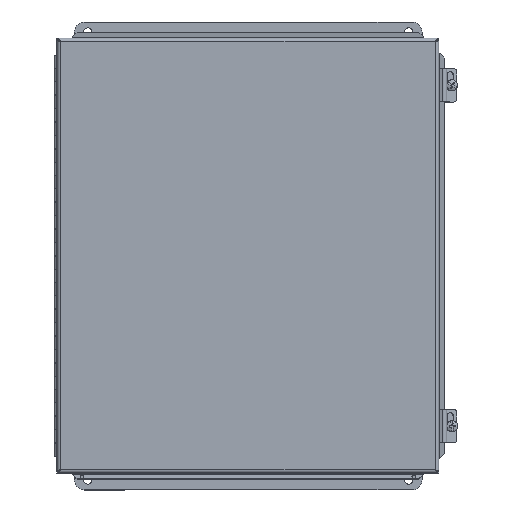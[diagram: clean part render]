
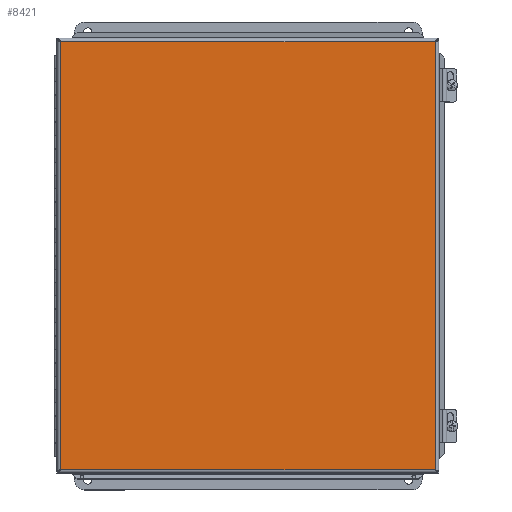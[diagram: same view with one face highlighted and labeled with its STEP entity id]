
A CAD part, top view. The second image highlights one B-rep face of the part: STEP entity #8421.
In plain terms, the highlighted planar face has unit normal (0, 0, 1).
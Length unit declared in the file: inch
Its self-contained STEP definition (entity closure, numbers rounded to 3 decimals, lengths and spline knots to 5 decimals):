
#913=PLANE('',#9302);
#1596=LINE('',#14184,#2422);
#1636=LINE('',#14452,#2462);
#1739=LINE('',#14852,#2565);
#1740=LINE('',#14854,#2566);
#2422=VECTOR('',#11110,0.3937);
#2462=VECTOR('',#11174,0.3937);
#2565=VECTOR('',#11445,0.3937);
#2566=VECTOR('',#11448,0.3937);
#3126=FACE_OUTER_BOUND('',#3650,.T.);
#3650=EDGE_LOOP('',(#7969,#7970,#7971,#7972));
#4446=VERTEX_POINT('',#13905);
#4477=VERTEX_POINT('',#14053);
#4505=VERTEX_POINT('',#14183);
#4525=VERTEX_POINT('',#14365);
#5537=EDGE_CURVE('',#4505,#4477,#1596,.T.);
#5588=EDGE_CURVE('',#4446,#4525,#1636,.T.);
#5721=EDGE_CURVE('',#4477,#4446,#1739,.T.);
#5722=EDGE_CURVE('',#4525,#4505,#1740,.T.);
#7969=ORIENTED_EDGE('',*,*,#5721,.T.);
#7970=ORIENTED_EDGE('',*,*,#5588,.T.);
#7971=ORIENTED_EDGE('',*,*,#5722,.T.);
#7972=ORIENTED_EDGE('',*,*,#5537,.T.);
#8421=ADVANCED_FACE('',(#3126),#913,.T.);
#9302=AXIS2_PLACEMENT_3D('',#14855,#11449,#11450);
#11110=DIRECTION('',(0.,-1.,0.));
#11174=DIRECTION('',(0.,1.,0.));
#11445=DIRECTION('',(1.,0.,0.));
#11448=DIRECTION('',(-1.,0.,0.));
#11449=DIRECTION('center_axis',(0.,0.,1.));
#11450=DIRECTION('ref_axis',(1.,0.,0.));
#13905=CARTESIAN_POINT('',(7.0035,-8.0035,0.059));
#14053=CARTESIAN_POINT('',(-7.0035,-8.0035,0.059));
#14183=CARTESIAN_POINT('',(-7.0035,8.0035,0.059));
#14184=CARTESIAN_POINT('',(-7.0035,4.00175,0.059));
#14365=CARTESIAN_POINT('',(7.0035,8.0035,0.059));
#14452=CARTESIAN_POINT('',(7.0035,-4.00175,0.059));
#14852=CARTESIAN_POINT('',(-3.50175,-8.0035,0.059));
#14854=CARTESIAN_POINT('',(3.50175,8.0035,0.059));
#14855=CARTESIAN_POINT('Origin',(0.,0.,0.059));
